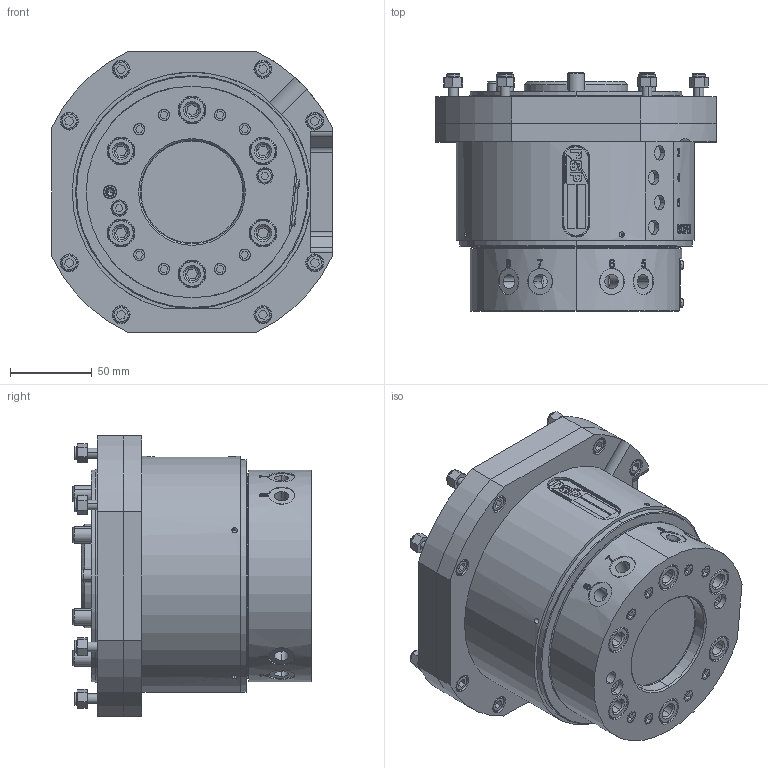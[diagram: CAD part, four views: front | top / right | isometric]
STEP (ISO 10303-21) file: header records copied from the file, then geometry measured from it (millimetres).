
FILE_DESCRIPTION (( 'STEP AP203' ), '1' );
FILE_NAME ('P1912.STEP', '2020-01-30T08:01:28', ( '' ), ( '' ), 'SwSTEP 2.0', 'SolidWorks 2017', '' );
FILE_SCHEMA (( 'CONFIG_CONTROL_DESIGN' ));
Length unit declared in the file: millimetre
Products named in the file (1): P1912
Bounding box: 171 x 145.2 x 171 mm (x, y, z)
Volume: 3100576 mm3; surface area: 366589.3 mm2
Topology: 54 solids, 54 shells, 1884 faces, 4519 edges, 2922 vertices
Faces by surface type: plane 770, cylinder 524, bspline 299, cone 221, torus 58, sphere 12
Entity records: 87641 total; most frequent: CARTESIAN_POINT 45019, ORIENTED_EDGE 9030, DIRECTION 8120, EDGE_CURVE 4515, AXIS2_PLACEMENT_3D 2938, VERTEX_POINT 2922, LINE 2244, VECTOR 2244
